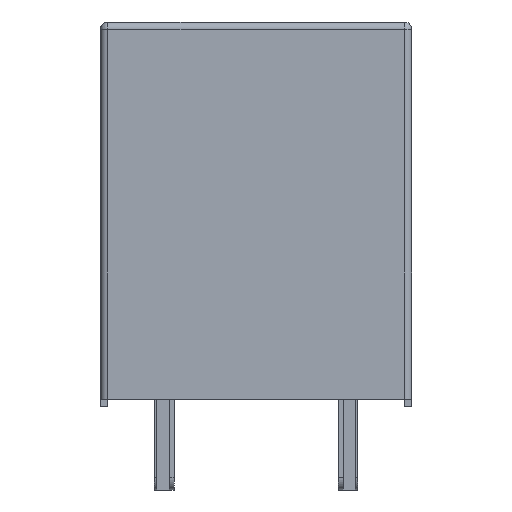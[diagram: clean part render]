
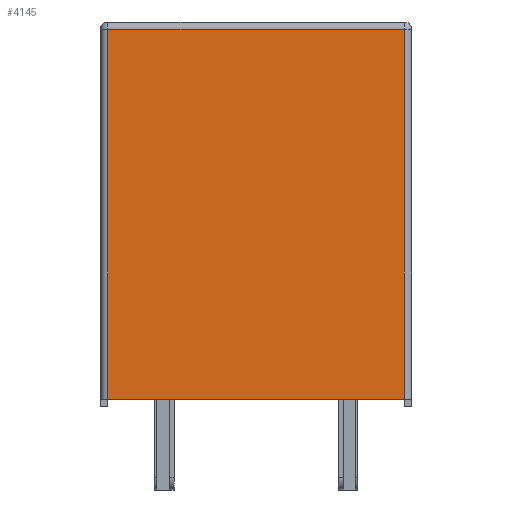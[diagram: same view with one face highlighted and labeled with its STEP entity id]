
A CAD part, left-side view. The second image highlights one B-rep face of the part: STEP entity #4145.
In plain terms, the highlighted planar face has unit normal (-1, 0, 0).
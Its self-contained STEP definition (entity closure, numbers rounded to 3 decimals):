
#688 = CARTESIAN_POINT ( 'NONE',  ( -15.3, -6.05, 15.4 ) ) ;
#1963 = LINE ( 'NONE', #4714, #9876 ) ;
#2154 = LINE ( 'NONE', #688, #8666 ) ;
#2919 = ORIENTED_EDGE ( 'NONE', *, *, #11398, .T. ) ;
#3332 = DIRECTION ( 'NONE',  ( 0., 1., 0. ) ) ;
#4145 = ADVANCED_FACE ( 'NONE', ( #11336 ), #7847, .F. ) ;
#4187 = VECTOR ( 'NONE', #8952, 1000. ) ;
#4449 = ORIENTED_EDGE ( 'NONE', *, *, #18049, .T. ) ;
#4714 = CARTESIAN_POINT ( 'NONE',  ( -15.3, 6.05, 15.4 ) ) ;
#7568 = VERTEX_POINT ( 'NONE', #12730 ) ;
#7847 = PLANE ( 'NONE',  #10945 ) ;
#8045 = DIRECTION ( 'NONE',  ( 0., 0., -1. ) ) ;
#8237 = DIRECTION ( 'NONE',  ( 0., 0., 1. ) ) ;
#8666 = VECTOR ( 'NONE', #8237, 1000. ) ;
#8952 = DIRECTION ( 'NONE',  ( 0., -1., 0. ) ) ;
#9256 = ORIENTED_EDGE ( 'NONE', *, *, #10382, .T. ) ;
#9876 = VECTOR ( 'NONE', #8045, 1000. ) ;
#10090 = VERTEX_POINT ( 'NONE', #19323 ) ;
#10382 = EDGE_CURVE ( 'NONE', #10090, #13662, #14925, .T. ) ;
#10482 = ORIENTED_EDGE ( 'NONE', *, *, #13630, .T. ) ;
#10945 = AXIS2_PLACEMENT_3D ( 'NONE', #12809, #15705, #15398 ) ;
#11336 = FACE_OUTER_BOUND ( 'NONE', #11793, .T. ) ;
#11398 = EDGE_CURVE ( 'NONE', #12663, #7568, #16904, .T. ) ;
#11793 = EDGE_LOOP ( 'NONE', ( #2919, #4449, #9256, #10482 ) ) ;
#12663 = VERTEX_POINT ( 'NONE', #19424 ) ;
#12730 = CARTESIAN_POINT ( 'NONE',  ( -15.3, 6.05, 15.1 ) ) ;
#12809 = CARTESIAN_POINT ( 'NONE',  ( -15.3, -6.35, 15.4 ) ) ;
#13278 = CARTESIAN_POINT ( 'NONE',  ( -15.3, -6.05, 0. ) ) ;
#13620 = CARTESIAN_POINT ( 'NONE',  ( -15.3, -6.35, 0. ) ) ;
#13630 = EDGE_CURVE ( 'NONE', #13662, #12663, #2154, .T. ) ;
#13662 = VERTEX_POINT ( 'NONE', #13278 ) ;
#13812 = CARTESIAN_POINT ( 'NONE',  ( -15.3, 6.35, 15.1 ) ) ;
#14925 = LINE ( 'NONE', #13620, #4187 ) ;
#15398 = DIRECTION ( 'NONE',  ( 0., 0., -1. ) ) ;
#15705 = DIRECTION ( 'NONE',  ( 1., 0., 0. ) ) ;
#16904 = LINE ( 'NONE', #13812, #18187 ) ;
#18049 = EDGE_CURVE ( 'NONE', #7568, #10090, #1963, .T. ) ;
#18187 = VECTOR ( 'NONE', #3332, 1000. ) ;
#19323 = CARTESIAN_POINT ( 'NONE',  ( -15.3, 6.05, 0. ) ) ;
#19424 = CARTESIAN_POINT ( 'NONE',  ( -15.3, -6.05, 15.1 ) ) ;
